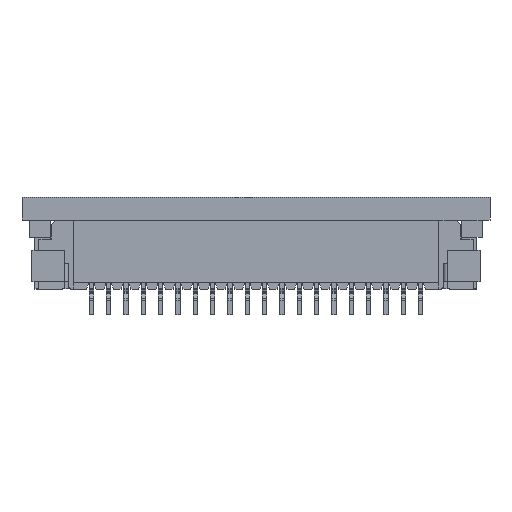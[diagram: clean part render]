
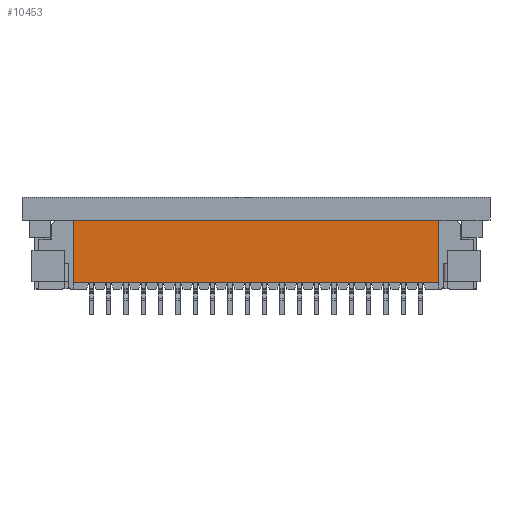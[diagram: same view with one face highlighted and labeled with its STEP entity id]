
A CAD part, front view. The second image highlights one B-rep face of the part: STEP entity #10453.
In plain terms, the highlighted planar face has unit normal (0, -1, 0).
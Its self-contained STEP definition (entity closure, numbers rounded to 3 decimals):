
#1849=ORIENTED_EDGE('',*,*,#4321,.T.);
#1850=ORIENTED_EDGE('',*,*,#4322,.F.);
#1851=ORIENTED_EDGE('',*,*,#4291,.F.);
#1852=ORIENTED_EDGE('',*,*,#4283,.T.);
#4283=EDGE_CURVE('',#5507,#5506,#6745,.T.);
#4291=EDGE_CURVE('',#5507,#5511,#6753,.T.);
#4321=EDGE_CURVE('',#5506,#5518,#6783,.T.);
#4322=EDGE_CURVE('',#5511,#5518,#6784,.T.);
#5506=VERTEX_POINT('',#16571);
#5507=VERTEX_POINT('',#16573);
#5511=VERTEX_POINT('',#16584);
#5518=VERTEX_POINT('',#16628);
#6745=LINE('',#16572,#8189);
#6753=LINE('',#16587,#8197);
#6783=LINE('',#16627,#8227);
#6784=LINE('',#16629,#8228);
#8189=VECTOR('',#13416,1000.);
#8197=VECTOR('',#13426,1000.);
#8227=VECTOR('',#13466,1000.);
#8228=VECTOR('',#13467,1000.);
#8890=EDGE_LOOP('',(#1849,#1850,#1851,#1852));
#9424=FACE_BOUND('',#8890,.T.);
#9956=PLANE('',#11490);
#10453=ADVANCED_FACE('',(#9424),#9956,.F.);
#11490=AXIS2_PLACEMENT_3D('',#16626,#13464,#13465);
#13416=DIRECTION('',(-1.,0.,0.));
#13426=DIRECTION('',(0.,0.,-1.));
#13464=DIRECTION('',(0.,1.,0.));
#13465=DIRECTION('',(0.,0.,1.));
#13466=DIRECTION('',(0.,0.,-1.));
#13467=DIRECTION('',(-1.,0.,0.));
#16571=CARTESIAN_POINT('',(-10.55,0.,4.));
#16572=CARTESIAN_POINT('',(10.55,0.,4.));
#16573=CARTESIAN_POINT('',(10.55,0.,4.));
#16584=CARTESIAN_POINT('',(10.55,0.,0.4));
#16587=CARTESIAN_POINT('',(10.55,0.,4.));
#16626=CARTESIAN_POINT('',(10.55,0.,4.));
#16627=CARTESIAN_POINT('',(-10.55,0.,4.));
#16628=CARTESIAN_POINT('',(-10.55,0.,0.4));
#16629=CARTESIAN_POINT('',(10.55,0.,0.4));
